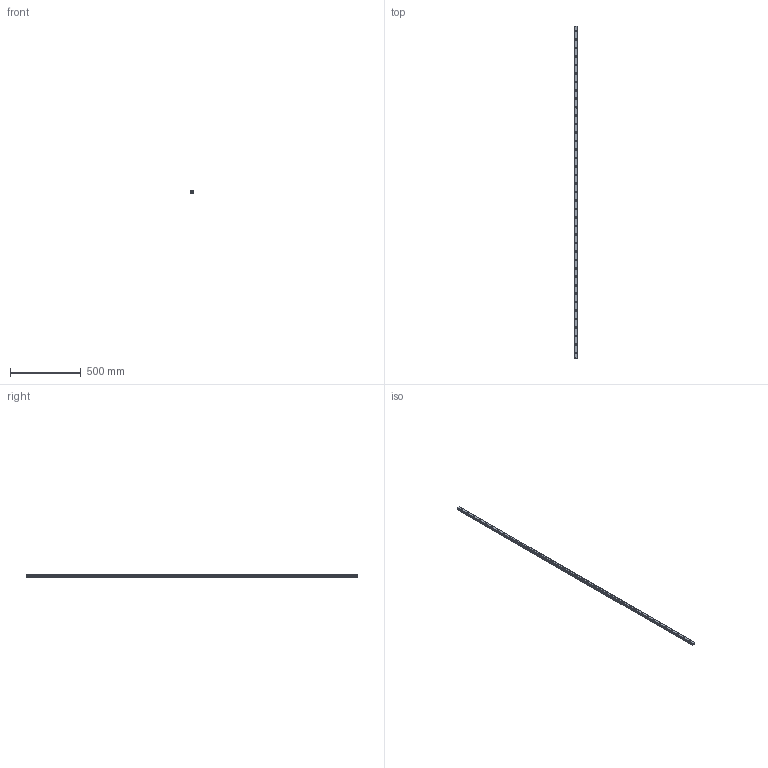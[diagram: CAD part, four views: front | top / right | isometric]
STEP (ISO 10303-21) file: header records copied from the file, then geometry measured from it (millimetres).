
FILE_DESCRIPTION(('STEP AP214'),'1');
FILE_NAME('cctmp_B50A2C7B-E850-49B7-8BBE-F5DE83E3AFD0_2021_02_10_08_48_14_0191..stp','2021-02-10T07:48:14',('HIWIN GmbH'),('CADClick - www.CADClick.com'),'Spatial InterOp 3D',' ','unknown authorization');
FILE_SCHEMA(('AUTOMOTIVE_DESIGN'));
Length unit declared in the file: millimetre
Products named in the file (1): EGR25R2350C_FILE
Bounding box: 23 x 2350 x 18 mm (x, y, z)
Volume: 808440.7 mm3; surface area: 218422.8 mm2
Topology: 1 solids, 1 shells, 573 faces, 1467 edges, 978 vertices
Faces by surface type: plane 319, cylinder 254
Entity records: 22409 total; most frequent: DIRECTION 3435, CARTESIAN_POINT 3019, ORIENTED_EDGE 2934, EDGE_CURVE 1467, AXIS2_PLACEMENT_3D 1394, VERTEX_POINT 978, CIRCLE 664, EDGE_LOOP 655
